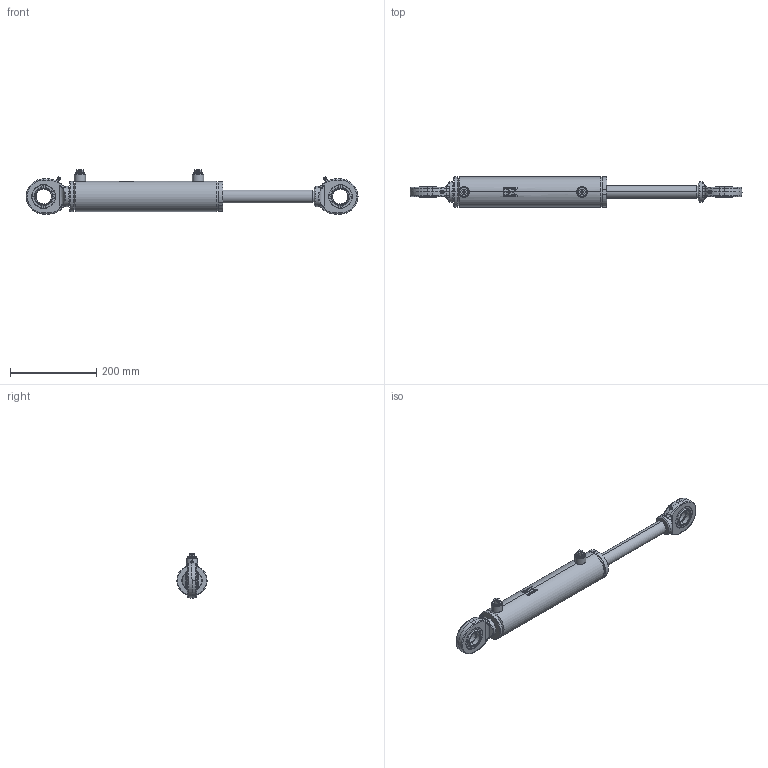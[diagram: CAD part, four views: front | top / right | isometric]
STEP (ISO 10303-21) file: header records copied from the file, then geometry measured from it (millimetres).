
FILE_DESCRIPTION (( 'STEP AP214' ), '1' );
FILE_NAME ('CFGCY0068231-Cylinder.step', '2025-01-17T14:00:09', ( 'Kramp IT' ), ( 'Kramp' ), 'SwSTEP 2.0', 'SolidWorks 2021', '' );
FILE_SCHEMA (( 'AUTOMOTIVE_DESIGN' ));
Length unit declared in the file: millimetre
Products named in the file (19): Rod_Simplified; DS2906004VM_Simplified; Rod-WA_Simplified; Tube_Simplified; DC3906001; DS2906013030VM_Simplified; LSN06E; MATE-AID; GK35DO; GK35DO-EC; SP06M; Tube-MA_Simplified; DS2906013030_Simplified; DS2906004_Simplified; CFGCY0068231-Cylinder; GK35DO-RD; Tube-WA_Simplified; DS2906015
Assembly tree (20 placements, depth 4):
  MATE-AID
  CFGCY0068231-Cylinder
    Tube-WA_Simplified
      Tube-MA_Simplified
        Tube_Simplified
        LSN06E
      LSN06E
      DC3906001
        DC3906001
      GK35DO-EC
        GK35DO
    Rod-WA_Simplified
      Rod_Simplified
      GK35DO-RD
        GK35DO
    DS2906013030VM_Simplified
      DS2906013030_Simplified
    DS2906004VM_Simplified
      DS2906004_Simplified
    DS2906015
    SP06M  x2
Bounding box: 772 x 70 x 103 mm (x, y, z)
Volume: 1272663.2 mm3; surface area: 320768.1 mm2
Topology: 20 solids, 20 shells, 646 faces, 1514 edges, 932 vertices
Faces by surface type: cylinder 195, plane 189, cone 128, bspline 104, torus 30
Entity records: 21089 total; most frequent: CARTESIAN_POINT 8450, DIRECTION 1998, ORIENTED_EDGE 1870, EDGE_CURVE 935, AXIS2_PLACEMENT_3D 813, VERTEX_POINT 580, EDGE_LOOP 461, CIRCLE 429
